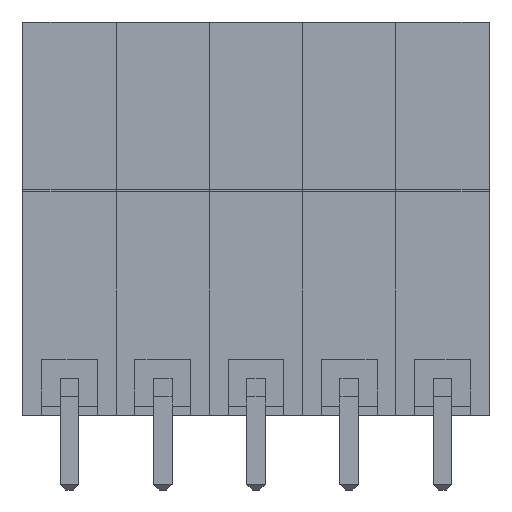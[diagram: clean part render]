
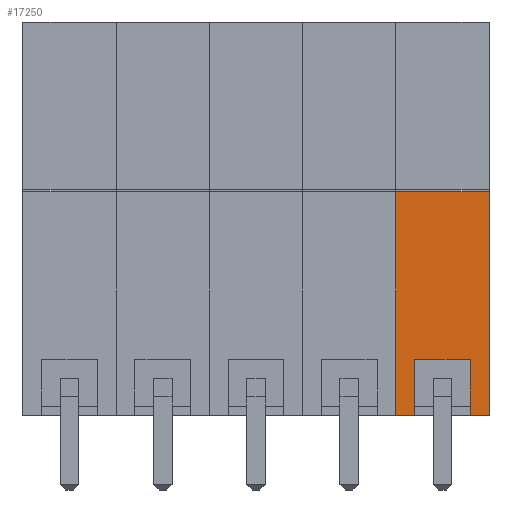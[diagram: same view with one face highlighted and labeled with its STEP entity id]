
A CAD part, left-side view. The second image highlights one B-rep face of the part: STEP entity #17250.
In plain terms, the highlighted planar face has unit normal (-1, 0, 0).
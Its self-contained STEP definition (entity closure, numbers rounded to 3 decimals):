
#16207 = VERTEX_POINT('',#16208);
#16208 = CARTESIAN_POINT('',(-4.,2.5,0.));
#16217 = PLANE('',#16218);
#16218 = AXIS2_PLACEMENT_3D('',#16219,#16220,#16221);
#16219 = CARTESIAN_POINT('',(-4.,2.5,0.));
#16220 = DIRECTION('',(0.,0.,1.));
#16221 = DIRECTION('',(1.,0.,0.));
#16229 = PLANE('',#16230);
#16230 = AXIS2_PLACEMENT_3D('',#16231,#16232,#16233);
#16231 = CARTESIAN_POINT('',(-4.,2.5,0.));
#16232 = DIRECTION('',(0.,1.,0.));
#16233 = DIRECTION('',(0.,0.,1.));
#16241 = EDGE_CURVE('',#16207,#16242,#16244,.T.);
#16242 = VERTEX_POINT('',#16243);
#16243 = CARTESIAN_POINT('',(-4.,1.5,0.));
#16244 = SURFACE_CURVE('',#16245,(#16249,#16256),.PCURVE_S1.);
#16245 = LINE('',#16246,#16247);
#16246 = CARTESIAN_POINT('',(-4.,2.5,0.));
#16247 = VECTOR('',#16248,1.);
#16248 = DIRECTION('',(0.,-1.,0.));
#16249 = PCURVE('',#16217,#16250);
#16250 = DEFINITIONAL_REPRESENTATION('',(#16251),#16255);
#16251 = LINE('',#16252,#16253);
#16252 = CARTESIAN_POINT('',(0.,0.));
#16253 = VECTOR('',#16254,1.);
#16254 = DIRECTION('',(0.,-1.));
#16255 = ( GEOMETRIC_REPRESENTATION_CONTEXT(2) 
PARAMETRIC_REPRESENTATION_CONTEXT() REPRESENTATION_CONTEXT('2D SPACE',''
  ) );
#16256 = PCURVE('',#16257,#16262);
#16257 = PLANE('',#16258);
#16258 = AXIS2_PLACEMENT_3D('',#16259,#16260,#16261);
#16259 = CARTESIAN_POINT('',(-4.,2.5,12.));
#16260 = DIRECTION('',(1.,0.,0.));
#16261 = DIRECTION('',(0.,0.,-1.));
#16262 = DEFINITIONAL_REPRESENTATION('',(#16263),#16267);
#16263 = LINE('',#16264,#16265);
#16264 = CARTESIAN_POINT('',(12.,0.));
#16265 = VECTOR('',#16266,1.);
#16266 = DIRECTION('',(0.,-1.));
#16267 = ( GEOMETRIC_REPRESENTATION_CONTEXT(2) 
PARAMETRIC_REPRESENTATION_CONTEXT() REPRESENTATION_CONTEXT('2D SPACE',''
  ) );
#16285 = PLANE('',#16286);
#16286 = AXIS2_PLACEMENT_3D('',#16287,#16288,#16289);
#16287 = CARTESIAN_POINT('',(-4.,1.5,0.));
#16288 = DIRECTION('',(0.,-1.,0.));
#16289 = DIRECTION('',(0.,0.,1.));
#16382 = VERTEX_POINT('',#16383);
#16383 = CARTESIAN_POINT('',(-4.,-1.5,0.));
#16397 = PLANE('',#16398);
#16398 = AXIS2_PLACEMENT_3D('',#16399,#16400,#16401);
#16399 = CARTESIAN_POINT('',(-4.,-1.5,3.));
#16400 = DIRECTION('',(0.,1.,0.));
#16401 = DIRECTION('',(0.,0.,-1.));
#16409 = EDGE_CURVE('',#16382,#16410,#16412,.T.);
#16410 = VERTEX_POINT('',#16411);
#16411 = CARTESIAN_POINT('',(-4.,-2.5,0.));
#16412 = SURFACE_CURVE('',#16413,(#16417,#16424),.PCURVE_S1.);
#16413 = LINE('',#16414,#16415);
#16414 = CARTESIAN_POINT('',(-4.,2.5,0.));
#16415 = VECTOR('',#16416,1.);
#16416 = DIRECTION('',(0.,-1.,0.));
#16417 = PCURVE('',#16217,#16418);
#16418 = DEFINITIONAL_REPRESENTATION('',(#16419),#16423);
#16419 = LINE('',#16420,#16421);
#16420 = CARTESIAN_POINT('',(0.,0.));
#16421 = VECTOR('',#16422,1.);
#16422 = DIRECTION('',(0.,-1.));
#16423 = ( GEOMETRIC_REPRESENTATION_CONTEXT(2) 
PARAMETRIC_REPRESENTATION_CONTEXT() REPRESENTATION_CONTEXT('2D SPACE',''
  ) );
#16424 = PCURVE('',#16257,#16425);
#16425 = DEFINITIONAL_REPRESENTATION('',(#16426),#16430);
#16426 = LINE('',#16427,#16428);
#16427 = CARTESIAN_POINT('',(12.,0.));
#16428 = VECTOR('',#16429,1.);
#16429 = DIRECTION('',(0.,-1.));
#16430 = ( GEOMETRIC_REPRESENTATION_CONTEXT(2) 
PARAMETRIC_REPRESENTATION_CONTEXT() REPRESENTATION_CONTEXT('2D SPACE',''
  ) );
#16448 = PLANE('',#16449);
#16449 = AXIS2_PLACEMENT_3D('',#16450,#16451,#16452);
#16450 = CARTESIAN_POINT('',(-4.,-2.5,0.));
#16451 = DIRECTION('',(0.,1.,0.));
#16452 = DIRECTION('',(0.,0.,1.));
#16490 = EDGE_CURVE('',#16491,#16207,#16493,.T.);
#16491 = VERTEX_POINT('',#16492);
#16492 = CARTESIAN_POINT('',(-4.,2.5,12.));
#16493 = SURFACE_CURVE('',#16494,(#16498,#16505),.PCURVE_S1.);
#16494 = LINE('',#16495,#16496);
#16495 = CARTESIAN_POINT('',(-4.,2.5,12.));
#16496 = VECTOR('',#16497,1.);
#16497 = DIRECTION('',(0.,0.,-1.));
#16498 = PCURVE('',#16229,#16499);
#16499 = DEFINITIONAL_REPRESENTATION('',(#16500),#16504);
#16500 = LINE('',#16501,#16502);
#16501 = CARTESIAN_POINT('',(12.,0.));
#16502 = VECTOR('',#16503,1.);
#16503 = DIRECTION('',(-1.,0.));
#16504 = ( GEOMETRIC_REPRESENTATION_CONTEXT(2) 
PARAMETRIC_REPRESENTATION_CONTEXT() REPRESENTATION_CONTEXT('2D SPACE',''
  ) );
#16505 = PCURVE('',#16257,#16506);
#16506 = DEFINITIONAL_REPRESENTATION('',(#16507),#16511);
#16507 = LINE('',#16508,#16509);
#16508 = CARTESIAN_POINT('',(0.,0.));
#16509 = VECTOR('',#16510,1.);
#16510 = DIRECTION('',(1.,0.));
#16511 = ( GEOMETRIC_REPRESENTATION_CONTEXT(2) 
PARAMETRIC_REPRESENTATION_CONTEXT() REPRESENTATION_CONTEXT('2D SPACE',''
  ) );
#16529 = PLANE('',#16530);
#16530 = AXIS2_PLACEMENT_3D('',#16531,#16532,#16533);
#16531 = CARTESIAN_POINT('',(-3.,2.5,12.));
#16532 = DIRECTION('',(0.,0.,-1.));
#16533 = DIRECTION('',(-1.,0.,0.));
#16923 = EDGE_CURVE('',#16924,#16410,#16926,.T.);
#16924 = VERTEX_POINT('',#16925);
#16925 = CARTESIAN_POINT('',(-4.,-2.5,12.));
#16926 = SURFACE_CURVE('',#16927,(#16931,#16938),.PCURVE_S1.);
#16927 = LINE('',#16928,#16929);
#16928 = CARTESIAN_POINT('',(-4.,-2.5,12.));
#16929 = VECTOR('',#16930,1.);
#16930 = DIRECTION('',(0.,0.,-1.));
#16931 = PCURVE('',#16448,#16932);
#16932 = DEFINITIONAL_REPRESENTATION('',(#16933),#16937);
#16933 = LINE('',#16934,#16935);
#16934 = CARTESIAN_POINT('',(12.,0.));
#16935 = VECTOR('',#16936,1.);
#16936 = DIRECTION('',(-1.,0.));
#16937 = ( GEOMETRIC_REPRESENTATION_CONTEXT(2) 
PARAMETRIC_REPRESENTATION_CONTEXT() REPRESENTATION_CONTEXT('2D SPACE',''
  ) );
#16938 = PCURVE('',#16257,#16939);
#16939 = DEFINITIONAL_REPRESENTATION('',(#16940),#16944);
#16940 = LINE('',#16941,#16942);
#16941 = CARTESIAN_POINT('',(0.,-5.));
#16942 = VECTOR('',#16943,1.);
#16943 = DIRECTION('',(1.,0.));
#16944 = ( GEOMETRIC_REPRESENTATION_CONTEXT(2) 
PARAMETRIC_REPRESENTATION_CONTEXT() REPRESENTATION_CONTEXT('2D SPACE',''
  ) );
#17250 = ADVANCED_FACE('',(#17251),#16257,.F.);
#17251 = FACE_BOUND('',#17252,.F.);
#17252 = EDGE_LOOP('',(#17253,#17254,#17275,#17276,#17277,#17300,#17328,
    #17349));
#17253 = ORIENTED_EDGE('',*,*,#16490,.F.);
#17254 = ORIENTED_EDGE('',*,*,#17255,.T.);
#17255 = EDGE_CURVE('',#16491,#16924,#17256,.T.);
#17256 = SURFACE_CURVE('',#17257,(#17261,#17268),.PCURVE_S1.);
#17257 = LINE('',#17258,#17259);
#17258 = CARTESIAN_POINT('',(-4.,2.5,12.));
#17259 = VECTOR('',#17260,1.);
#17260 = DIRECTION('',(0.,-1.,0.));
#17261 = PCURVE('',#16257,#17262);
#17262 = DEFINITIONAL_REPRESENTATION('',(#17263),#17267);
#17263 = LINE('',#17264,#17265);
#17264 = CARTESIAN_POINT('',(0.,0.));
#17265 = VECTOR('',#17266,1.);
#17266 = DIRECTION('',(0.,-1.));
#17267 = ( GEOMETRIC_REPRESENTATION_CONTEXT(2) 
PARAMETRIC_REPRESENTATION_CONTEXT() REPRESENTATION_CONTEXT('2D SPACE',''
  ) );
#17268 = PCURVE('',#16529,#17269);
#17269 = DEFINITIONAL_REPRESENTATION('',(#17270),#17274);
#17270 = LINE('',#17271,#17272);
#17271 = CARTESIAN_POINT('',(1.,0.));
#17272 = VECTOR('',#17273,1.);
#17273 = DIRECTION('',(0.,-1.));
#17274 = ( GEOMETRIC_REPRESENTATION_CONTEXT(2) 
PARAMETRIC_REPRESENTATION_CONTEXT() REPRESENTATION_CONTEXT('2D SPACE',''
  ) );
#17275 = ORIENTED_EDGE('',*,*,#16923,.T.);
#17276 = ORIENTED_EDGE('',*,*,#16409,.F.);
#17277 = ORIENTED_EDGE('',*,*,#17278,.F.);
#17278 = EDGE_CURVE('',#17279,#16382,#17281,.T.);
#17279 = VERTEX_POINT('',#17280);
#17280 = CARTESIAN_POINT('',(-4.,-1.5,3.));
#17281 = SURFACE_CURVE('',#17282,(#17286,#17293),.PCURVE_S1.);
#17282 = LINE('',#17283,#17284);
#17283 = CARTESIAN_POINT('',(-4.,-1.5,3.));
#17284 = VECTOR('',#17285,1.);
#17285 = DIRECTION('',(0.,0.,-1.));
#17286 = PCURVE('',#16257,#17287);
#17287 = DEFINITIONAL_REPRESENTATION('',(#17288),#17292);
#17288 = LINE('',#17289,#17290);
#17289 = CARTESIAN_POINT('',(9.,-4.));
#17290 = VECTOR('',#17291,1.);
#17291 = DIRECTION('',(1.,0.));
#17292 = ( GEOMETRIC_REPRESENTATION_CONTEXT(2) 
PARAMETRIC_REPRESENTATION_CONTEXT() REPRESENTATION_CONTEXT('2D SPACE',''
  ) );
#17293 = PCURVE('',#16397,#17294);
#17294 = DEFINITIONAL_REPRESENTATION('',(#17295),#17299);
#17295 = LINE('',#17296,#17297);
#17296 = CARTESIAN_POINT('',(0.,0.));
#17297 = VECTOR('',#17298,1.);
#17298 = DIRECTION('',(1.,0.));
#17299 = ( GEOMETRIC_REPRESENTATION_CONTEXT(2) 
PARAMETRIC_REPRESENTATION_CONTEXT() REPRESENTATION_CONTEXT('2D SPACE',''
  ) );
#17300 = ORIENTED_EDGE('',*,*,#17301,.F.);
#17301 = EDGE_CURVE('',#17302,#17279,#17304,.T.);
#17302 = VERTEX_POINT('',#17303);
#17303 = CARTESIAN_POINT('',(-4.,1.5,3.));
#17304 = SURFACE_CURVE('',#17305,(#17309,#17316),.PCURVE_S1.);
#17305 = LINE('',#17306,#17307);
#17306 = CARTESIAN_POINT('',(-4.,1.5,3.));
#17307 = VECTOR('',#17308,1.);
#17308 = DIRECTION('',(0.,-1.,0.));
#17309 = PCURVE('',#16257,#17310);
#17310 = DEFINITIONAL_REPRESENTATION('',(#17311),#17315);
#17311 = LINE('',#17312,#17313);
#17312 = CARTESIAN_POINT('',(9.,-1.));
#17313 = VECTOR('',#17314,1.);
#17314 = DIRECTION('',(0.,-1.));
#17315 = ( GEOMETRIC_REPRESENTATION_CONTEXT(2) 
PARAMETRIC_REPRESENTATION_CONTEXT() REPRESENTATION_CONTEXT('2D SPACE',''
  ) );
#17316 = PCURVE('',#17317,#17322);
#17317 = PLANE('',#17318);
#17318 = AXIS2_PLACEMENT_3D('',#17319,#17320,#17321);
#17319 = CARTESIAN_POINT('',(-4.,1.5,3.));
#17320 = DIRECTION('',(0.,0.,-1.));
#17321 = DIRECTION('',(0.,-1.,0.));
#17322 = DEFINITIONAL_REPRESENTATION('',(#17323),#17327);
#17323 = LINE('',#17324,#17325);
#17324 = CARTESIAN_POINT('',(0.,0.));
#17325 = VECTOR('',#17326,1.);
#17326 = DIRECTION('',(1.,0.));
#17327 = ( GEOMETRIC_REPRESENTATION_CONTEXT(2) 
PARAMETRIC_REPRESENTATION_CONTEXT() REPRESENTATION_CONTEXT('2D SPACE',''
  ) );
#17328 = ORIENTED_EDGE('',*,*,#17329,.F.);
#17329 = EDGE_CURVE('',#16242,#17302,#17330,.T.);
#17330 = SURFACE_CURVE('',#17331,(#17335,#17342),.PCURVE_S1.);
#17331 = LINE('',#17332,#17333);
#17332 = CARTESIAN_POINT('',(-4.,1.5,0.));
#17333 = VECTOR('',#17334,1.);
#17334 = DIRECTION('',(0.,0.,1.));
#17335 = PCURVE('',#16257,#17336);
#17336 = DEFINITIONAL_REPRESENTATION('',(#17337),#17341);
#17337 = LINE('',#17338,#17339);
#17338 = CARTESIAN_POINT('',(12.,-1.));
#17339 = VECTOR('',#17340,1.);
#17340 = DIRECTION('',(-1.,0.));
#17341 = ( GEOMETRIC_REPRESENTATION_CONTEXT(2) 
PARAMETRIC_REPRESENTATION_CONTEXT() REPRESENTATION_CONTEXT('2D SPACE',''
  ) );
#17342 = PCURVE('',#16285,#17343);
#17343 = DEFINITIONAL_REPRESENTATION('',(#17344),#17348);
#17344 = LINE('',#17345,#17346);
#17345 = CARTESIAN_POINT('',(0.,0.));
#17346 = VECTOR('',#17347,1.);
#17347 = DIRECTION('',(1.,0.));
#17348 = ( GEOMETRIC_REPRESENTATION_CONTEXT(2) 
PARAMETRIC_REPRESENTATION_CONTEXT() REPRESENTATION_CONTEXT('2D SPACE',''
  ) );
#17349 = ORIENTED_EDGE('',*,*,#16241,.F.);
